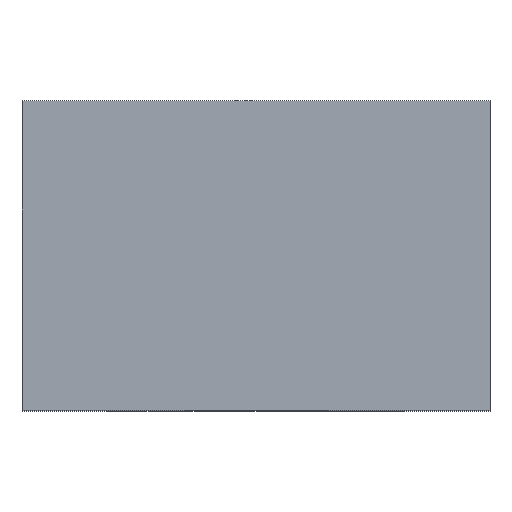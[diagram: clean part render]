
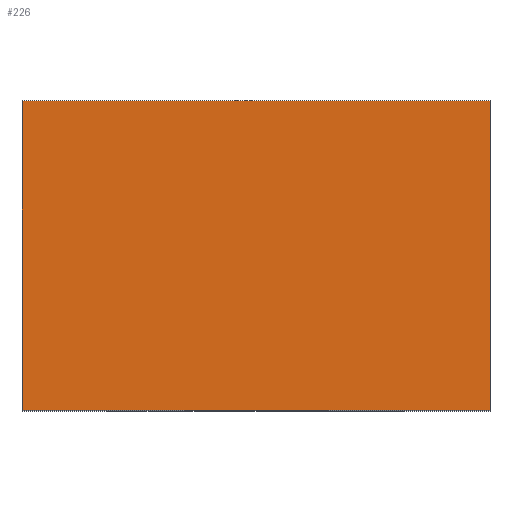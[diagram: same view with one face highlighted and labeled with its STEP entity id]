
A CAD part, top view. The second image highlights one B-rep face of the part: STEP entity #226.
In plain terms, the highlighted planar face has unit normal (0, 0, 1).
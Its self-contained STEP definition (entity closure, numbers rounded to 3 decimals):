
#35=ORIENTED_EDGE('',*,*,#69,.T.);
#36=ORIENTED_EDGE('',*,*,#70,.T.);
#37=ORIENTED_EDGE('',*,*,#71,.F.);
#38=ORIENTED_EDGE('',*,*,#72,.T.);
#69=EDGE_CURVE('',#86,#87,#99,.T.);
#70=EDGE_CURVE('',#87,#88,#100,.T.);
#71=EDGE_CURVE('',#89,#88,#101,.T.);
#72=EDGE_CURVE('',#89,#86,#102,.T.);
#86=VERTEX_POINT('',#312);
#87=VERTEX_POINT('',#313);
#88=VERTEX_POINT('',#315);
#89=VERTEX_POINT('',#317);
#99=LINE('',#311,#109);
#100=LINE('',#314,#110);
#101=LINE('',#316,#111);
#102=LINE('',#318,#112);
#109=VECTOR('',#266,1000.);
#110=VECTOR('',#267,1000.);
#111=VECTOR('',#268,1000.);
#112=VECTOR('',#269,1000.);
#116=EDGE_LOOP('',(#35,#36,#37,#38));
#132=FACE_BOUND('',#116,.T.);
#148=PLANE('',#241);
#226=ADVANCED_FACE('',(#132),#148,.T.);
#241=AXIS2_PLACEMENT_3D('',#310,#264,#265);
#264=DIRECTION('',(0.,0.,1.));
#265=DIRECTION('',(1.,0.,0.));
#266=DIRECTION('',(0.,-1.,0.));
#267=DIRECTION('',(1.,0.,0.));
#268=DIRECTION('',(0.,-1.,0.));
#269=DIRECTION('',(-1.,0.,0.));
#310=CARTESIAN_POINT('',(36.826,47.6,48.318));
#311=CARTESIAN_POINT('',(-3.174,47.6,48.318));
#312=CARTESIAN_POINT('',(-3.174,43.475,48.318));
#313=CARTESIAN_POINT('',(-3.174,17.013,48.318));
#314=CARTESIAN_POINT('',(-43.174,17.013,48.318));
#315=CARTESIAN_POINT('',(36.826,17.013,48.318));
#316=CARTESIAN_POINT('',(36.826,47.6,48.318));
#317=CARTESIAN_POINT('',(36.826,43.475,48.318));
#318=CARTESIAN_POINT('',(43.438,43.475,48.318));
